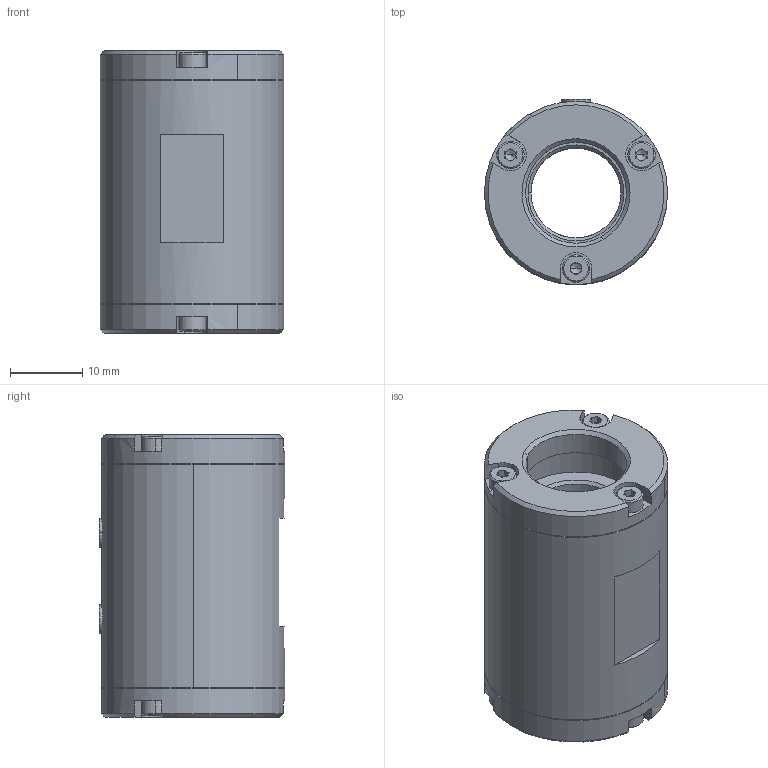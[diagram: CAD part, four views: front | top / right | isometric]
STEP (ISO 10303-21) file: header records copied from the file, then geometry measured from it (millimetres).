
FILE_DESCRIPTION (( 'STEP AP214' ), '1' );
FILE_NAME ('PC.12.12.00.00.INFO.STEP', '2012-09-27T10:50:56', ( 'Almantas' ), ( '' ), 'SwSTEP 2.0', 'SolidWorks 2012', '' );
FILE_SCHEMA (( 'AUTOMOTIVE_DESIGN' ));
Length unit declared in the file: millimetre
Products named in the file (1): PC.12.12.00.00.INFO
Bounding box: 25.4 x 25.7 x 39.2 mm (x, y, z)
Surface area: 5601.9 mm2 (no closed solid volume)
Topology: 0 solids, 15 shells, 165 faces, 474 edges, 302 vertices
Faces by surface type: plane 79, cylinder 46, cone 40
Entity records: 7282 total; most frequent: CARTESIAN_POINT 1129, DIRECTION 960, ORIENTED_EDGE 792, EDGE_CURVE 462, AXIS2_PLACEMENT_3D 351, VERTEX_POINT 302, LINE 258, VECTOR 258
